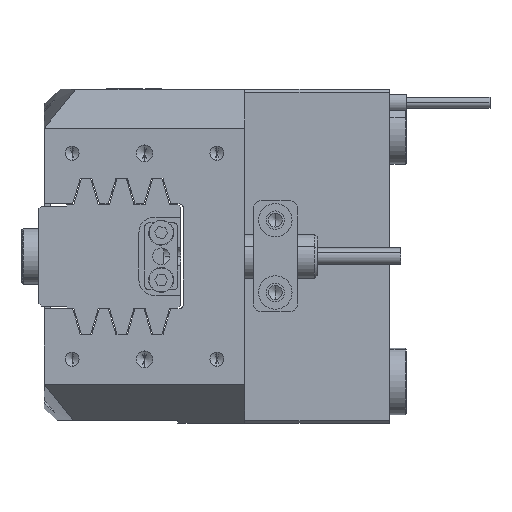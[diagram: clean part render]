
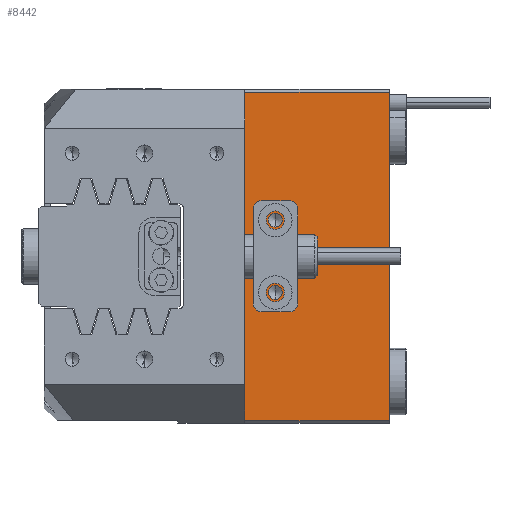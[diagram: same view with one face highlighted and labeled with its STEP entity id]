
A CAD part, left-side view. The second image highlights one B-rep face of the part: STEP entity #8442.
In plain terms, the highlighted planar face has unit normal (-1, 0, 0).
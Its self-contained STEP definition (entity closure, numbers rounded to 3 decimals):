
#858 = ORIENTED_EDGE ( 'NONE', *, *, #9149, .T. ) ;
#1636 = PLANE ( 'NONE',  #7902 ) ;
#1709 = EDGE_LOOP ( 'NONE', ( #29048, #28765 ) ) ;
#2556 = VERTEX_POINT ( 'NONE', #5023 ) ;
#3341 = ORIENTED_EDGE ( 'NONE', *, *, #30868, .T. ) ;
#3673 = VERTEX_POINT ( 'NONE', #18697 ) ;
#3975 = CARTESIAN_POINT ( 'NONE',  ( -50.5, -37., 29.5 ) ) ;
#4376 = CARTESIAN_POINT ( 'NONE',  ( -50.5, -16.5, -6.5 ) ) ;
#4835 = CARTESIAN_POINT ( 'NONE',  ( -50.5, -16.5, 7.75 ) ) ;
#5023 = CARTESIAN_POINT ( 'NONE',  ( -50.5, -16.5, -5.25 ) ) ;
#5746 = EDGE_CURVE ( 'NONE', #3673, #2556, #17000, .T. ) ;
#6467 = EDGE_CURVE ( 'NONE', #2556, #3673, #18895, .T. ) ;
#6839 = CARTESIAN_POINT ( 'NONE',  ( -50.5, -37., 30. ) ) ;
#7341 = CARTESIAN_POINT ( 'NONE',  ( -50.5, -37., 29.5 ) ) ;
#7424 = VERTEX_POINT ( 'NONE', #26254 ) ;
#7902 = AXIS2_PLACEMENT_3D ( 'NONE', #31764, #13575, #32284 ) ;
#7946 = EDGE_LOOP ( 'NONE', ( #858, #36153, #16785, #3341 ) ) ;
#8442 = ADVANCED_FACE ( 'NONE', ( #24493, #26396, #21634 ), #1636, .F. ) ;
#9149 = EDGE_CURVE ( 'NONE', #38586, #7424, #35501, .T. ) ;
#9808 = LINE ( 'NONE', #7341, #37092 ) ;
#9879 = CARTESIAN_POINT ( 'NONE',  ( -50.5, -11., 29.5 ) ) ;
#10676 = DIRECTION ( 'NONE',  ( 0., 0., 1. ) ) ;
#12942 = AXIS2_PLACEMENT_3D ( 'NONE', #20887, #17792, #20484 ) ;
#13239 = AXIS2_PLACEMENT_3D ( 'NONE', #18212, #14993, #21578 ) ;
#13575 = DIRECTION ( 'NONE',  ( 1., 0., 0. ) ) ;
#14119 = EDGE_CURVE ( 'NONE', #23611, #33669, #38616, .T. ) ;
#14937 = VECTOR ( 'NONE', #23854, 1000. ) ;
#14993 = DIRECTION ( 'NONE',  ( -1., 0., 0. ) ) ;
#16492 = VERTEX_POINT ( 'NONE', #17843 ) ;
#16545 = DIRECTION ( 'NONE',  ( 0., 1., 0. ) ) ;
#16785 = ORIENTED_EDGE ( 'NONE', *, *, #14119, .F. ) ;
#16904 = ORIENTED_EDGE ( 'NONE', *, *, #6467, .F. ) ;
#17000 = CIRCLE ( 'NONE', #13239, 1.25 ) ;
#17411 = CARTESIAN_POINT ( 'NONE',  ( -50.5, -16.5, 6.5 ) ) ;
#17792 = DIRECTION ( 'NONE',  ( -1., 0., 0. ) ) ;
#17843 = CARTESIAN_POINT ( 'NONE',  ( -50.5, -16.5, 5.25 ) ) ;
#18212 = CARTESIAN_POINT ( 'NONE',  ( -50.5, -16.5, -6.5 ) ) ;
#18697 = CARTESIAN_POINT ( 'NONE',  ( -50.5, -16.5, -7.75 ) ) ;
#18895 = CIRCLE ( 'NONE', #32976, 1.25 ) ;
#20003 = CIRCLE ( 'NONE', #20921, 1.25 ) ;
#20484 = DIRECTION ( 'NONE',  ( 0., 0., 1. ) ) ;
#20887 = CARTESIAN_POINT ( 'NONE',  ( -50.5, -16.5, 6.5 ) ) ;
#20921 = AXIS2_PLACEMENT_3D ( 'NONE', #17411, #26909, #32958 ) ;
#21578 = DIRECTION ( 'NONE',  ( 0., 0., 1. ) ) ;
#21634 = FACE_OUTER_BOUND ( 'NONE', #7946, .T. ) ;
#21844 = VECTOR ( 'NONE', #36931, 1000. ) ;
#22239 = CARTESIAN_POINT ( 'NONE',  ( -50.5, -37., -29.5 ) ) ;
#23611 = VERTEX_POINT ( 'NONE', #3975 ) ;
#23631 = ORIENTED_EDGE ( 'NONE', *, *, #5746, .F. ) ;
#23854 = DIRECTION ( 'NONE',  ( 0., 0., -1. ) ) ;
#24290 = DIRECTION ( 'NONE',  ( 0., -1., 0. ) ) ;
#24493 = FACE_BOUND ( 'NONE', #1709, .T. ) ;
#26254 = CARTESIAN_POINT ( 'NONE',  ( -50.5, -11., -29.5 ) ) ;
#26396 = FACE_BOUND ( 'NONE', #38579, .T. ) ;
#26754 = CIRCLE ( 'NONE', #12942, 1.25 ) ;
#26909 = DIRECTION ( 'NONE',  ( -1., 0., 0. ) ) ;
#27472 = EDGE_CURVE ( 'NONE', #16492, #31966, #26754, .T. ) ;
#28392 = EDGE_CURVE ( 'NONE', #31966, #16492, #20003, .T. ) ;
#28765 = ORIENTED_EDGE ( 'NONE', *, *, #27472, .F. ) ;
#29048 = ORIENTED_EDGE ( 'NONE', *, *, #28392, .F. ) ;
#30860 = LINE ( 'NONE', #39161, #32790 ) ;
#30868 = EDGE_CURVE ( 'NONE', #23611, #38586, #9808, .T. ) ;
#31764 = CARTESIAN_POINT ( 'NONE',  ( -50.5, -37., 30. ) ) ;
#31932 = DIRECTION ( 'NONE',  ( -1., 0., 0. ) ) ;
#31966 = VERTEX_POINT ( 'NONE', #4835 ) ;
#32284 = DIRECTION ( 'NONE',  ( 0., 1., 0. ) ) ;
#32790 = VECTOR ( 'NONE', #24290, 1000. ) ;
#32958 = DIRECTION ( 'NONE',  ( 0., 0., 1. ) ) ;
#32962 = CARTESIAN_POINT ( 'NONE',  ( -50.5, -11., 30. ) ) ;
#32976 = AXIS2_PLACEMENT_3D ( 'NONE', #4376, #31932, #10676 ) ;
#33669 = VERTEX_POINT ( 'NONE', #22239 ) ;
#35441 = EDGE_CURVE ( 'NONE', #7424, #33669, #30860, .T. ) ;
#35501 = LINE ( 'NONE', #32962, #14937 ) ;
#36153 = ORIENTED_EDGE ( 'NONE', *, *, #35441, .T. ) ;
#36931 = DIRECTION ( 'NONE',  ( 0., 0., -1. ) ) ;
#37092 = VECTOR ( 'NONE', #16545, 1000. ) ;
#38579 = EDGE_LOOP ( 'NONE', ( #16904, #23631 ) ) ;
#38586 = VERTEX_POINT ( 'NONE', #9879 ) ;
#38616 = LINE ( 'NONE', #6839, #21844 ) ;
#39161 = CARTESIAN_POINT ( 'NONE',  ( -50.5, -37., -29.5 ) ) ;
